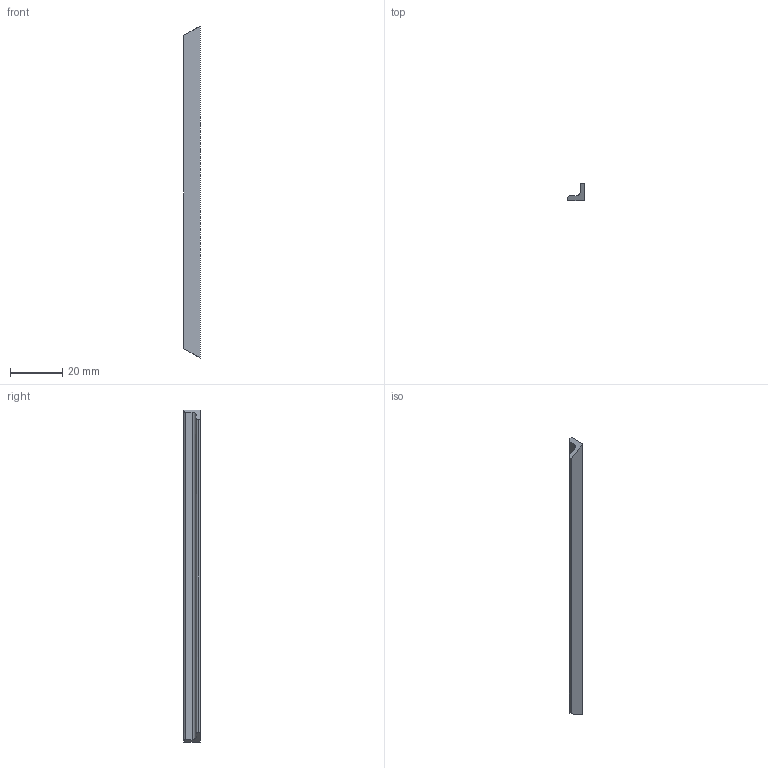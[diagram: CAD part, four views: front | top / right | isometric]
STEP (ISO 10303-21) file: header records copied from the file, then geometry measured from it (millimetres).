
FILE_DESCRIPTION (( 'STEP AP203' ), '1' );
FILE_NAME ('8982K112_Multipurpose 6061 Aluminum 90 Degree Angle 5_8982K112_sldprt.STEP', '2025-02-28T01:31:30', ( '' ), ( '' ), 'SwSTEP 2.0', 'SolidWorks 2024', '' );
FILE_SCHEMA (( 'CONFIG_CONTROL_DESIGN' ));
Length unit declared in the file: inch
Products named in the file (1): 8982K112_Multipurpose 6061 Aluminum 90 Degree Angle 5_8982K112_sldprt
Bounding box: 6.35 x 6.35 x 127 mm (x, y, z)
Volume: 2229.8 mm3; surface area: 3032.1 mm2
Topology: 1 solids, 1 shells, 11 faces, 27 edges, 18 vertices
Faces by surface type: plane 8, cylinder 3
Entity records: 400 total; most frequent: CARTESIAN_POINT 75, ORIENTED_EDGE 54, DIRECTION 45, EDGE_CURVE 27, VECTOR 21, LINE 21, VERTEX_POINT 18, AXIS2_PLACEMENT_3D 12
